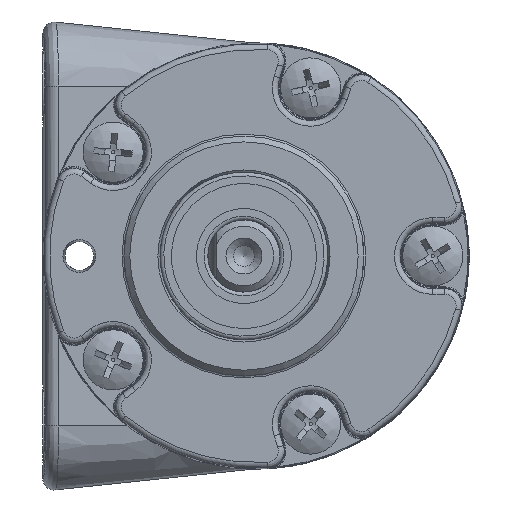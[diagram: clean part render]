
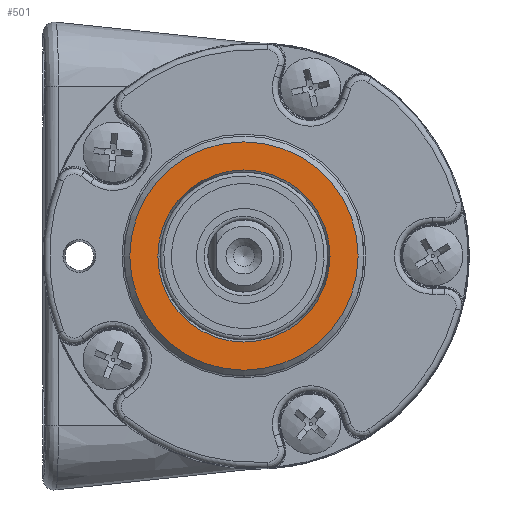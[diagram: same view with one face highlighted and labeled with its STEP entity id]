
A CAD part, left-side view. The second image highlights one B-rep face of the part: STEP entity #501.
In plain terms, the highlighted face is planar.
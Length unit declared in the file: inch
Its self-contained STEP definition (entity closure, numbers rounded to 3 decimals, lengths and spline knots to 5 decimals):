
#146 = AXIS2_PLACEMENT_3D ( 'NONE', #21817, #16687, #13115 ) ;
#269 = PLANE ( 'NONE',  #6844 ) ;
#496 = DIRECTION ( 'NONE',  ( 1., 0., 0. ) ) ;
#501 = ADVANCED_FACE ( 'NONE', ( #4313, #16815 ), #269, .T. ) ;
#563 = EDGE_LOOP ( 'NONE', ( #9444 ) ) ;
#1521 = EDGE_LOOP ( 'NONE', ( #15504 ) ) ;
#1674 = CARTESIAN_POINT ( 'NONE',  ( 0.935, 0.65745, 0. ) ) ;
#3962 = CARTESIAN_POINT ( 'NONE',  ( 0.935, 0.65745, 0. ) ) ;
#4313 = FACE_OUTER_BOUND ( 'NONE', #1521, .T. ) ;
#4874 = CARTESIAN_POINT ( 'NONE',  ( 0.935, 0.063, 0. ) ) ;
#5001 = DIRECTION ( 'NONE',  ( 0., 1., 0. ) ) ;
#5494 = VERTEX_POINT ( 'NONE', #12391 ) ;
#5965 = DIRECTION ( 'NONE',  ( 0., 1., 0. ) ) ;
#6192 = CIRCLE ( 'NONE', #146, 0.44817 ) ;
#6818 = AXIS2_PLACEMENT_3D ( 'NONE', #4874, #21309, #5001 ) ;
#6844 = AXIS2_PLACEMENT_3D ( 'NONE', #3962, #496, #5965 ) ;
#7018 = EDGE_CURVE ( 'NONE', #7173, #7173, #12493, .T. ) ;
#7173 = VERTEX_POINT ( 'NONE', #1674 ) ;
#8863 = EDGE_CURVE ( 'NONE', #5494, #5494, #6192, .T. ) ;
#9444 = ORIENTED_EDGE ( 'NONE', *, *, #8863, .F. ) ;
#12391 = CARTESIAN_POINT ( 'NONE',  ( 0.935, 0.51117, 0. ) ) ;
#12493 = CIRCLE ( 'NONE', #6818, 0.59445 ) ;
#13115 = DIRECTION ( 'NONE',  ( 0., 1., 0. ) ) ;
#15504 = ORIENTED_EDGE ( 'NONE', *, *, #7018, .T. ) ;
#16687 = DIRECTION ( 'NONE',  ( 1., 0., 0. ) ) ;
#16815 = FACE_BOUND ( 'NONE', #563, .T. ) ;
#21309 = DIRECTION ( 'NONE',  ( 1., 0., 0. ) ) ;
#21817 = CARTESIAN_POINT ( 'NONE',  ( 0.935, 0.063, 0. ) ) ;
